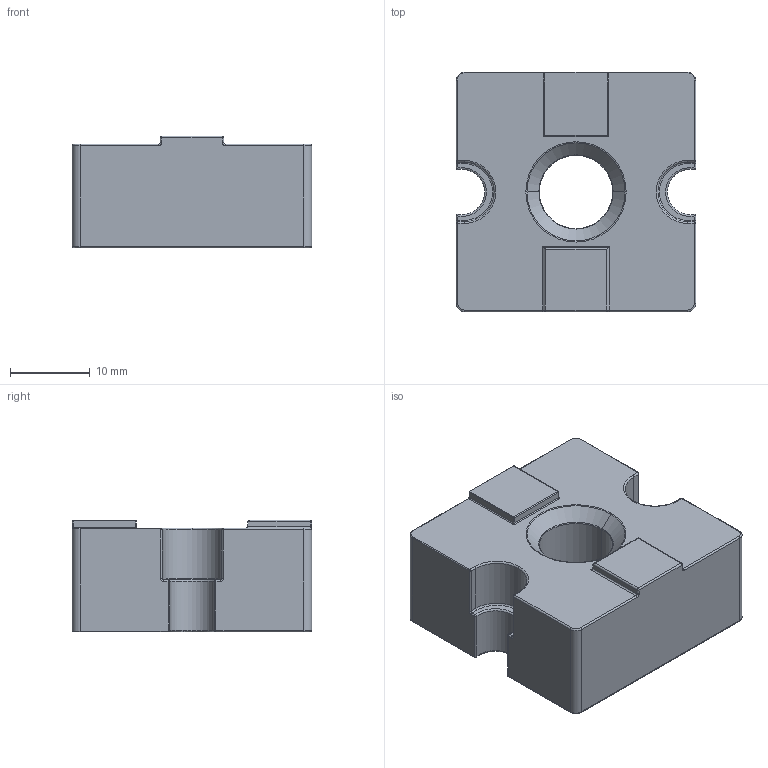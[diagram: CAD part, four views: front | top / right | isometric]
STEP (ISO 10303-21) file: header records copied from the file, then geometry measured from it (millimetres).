
FILE_DESCRIPTION (( 'STEP AP214' ), '1' );
FILE_NAME ('AL-312.0100A.01.STEP', '2019-10-22T06:13:44', ( '' ), ( '' ), 'SwSTEP 2.0', 'SolidWorks 2018', '' );
FILE_SCHEMA (( 'AUTOMOTIVE_DESIGN' ));
Length unit declared in the file: millimetre
Products named in the file (1): AL-312.0100A.01
Bounding box: 30 x 30 x 14 mm (x, y, z)
Volume: 10306.8 mm3; surface area: 3659.7 mm2
Topology: 1 solids, 1 shells, 144 faces, 339 edges, 179 vertices
Faces by surface type: cylinder 66, torus 36, plane 22, sphere 14, bspline 4, cone 2
Entity records: 4022 total; most frequent: CARTESIAN_POINT 771, DIRECTION 762, ORIENTED_EDGE 632, AXIS2_PLACEMENT_3D 317, EDGE_CURVE 316, CIRCLE 176, VERTEX_POINT 174, EDGE_LOOP 146
